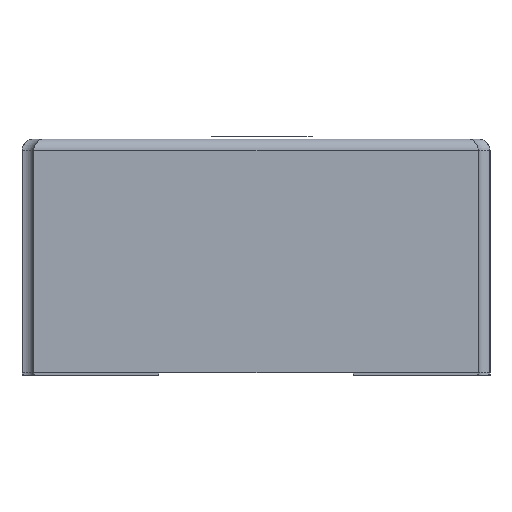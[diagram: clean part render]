
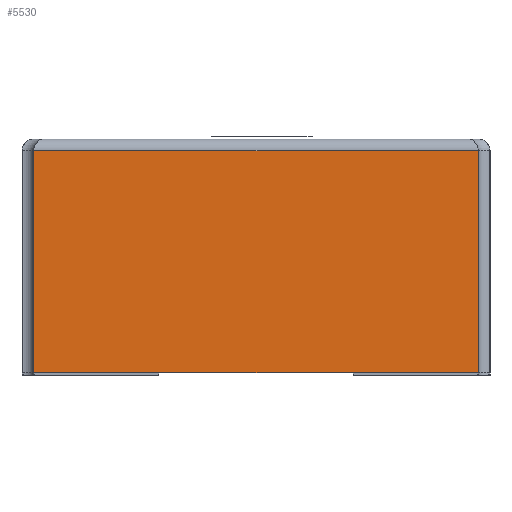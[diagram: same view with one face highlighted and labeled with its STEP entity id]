
A CAD part, left-side view. The second image highlights one B-rep face of the part: STEP entity #5530.
In plain terms, the highlighted planar face has unit normal (-1, 0, 0).
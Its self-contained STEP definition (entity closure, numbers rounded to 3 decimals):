
#3716 = PLANE('',#3717);
#3717 = AXIS2_PLACEMENT_3D('',#3718,#3719,#3720);
#3718 = CARTESIAN_POINT('',(1.25,1.,0.));
#3719 = DIRECTION('',(0.,0.,1.));
#3720 = DIRECTION('',(1.,0.,0.));
#3749 = CYLINDRICAL_SURFACE('',#3750,0.05);
#3750 = AXIS2_PLACEMENT_3D('',#3751,#3752,#3753);
#3751 = CARTESIAN_POINT('',(0.,2.,0.));
#3752 = DIRECTION('',(-0.,-0.,-1.));
#3753 = DIRECTION('',(1.,0.,0.));
#4226 = VERTEX_POINT('',#4227);
#4227 = CARTESIAN_POINT('',(0.,0.05,0.));
#4242 = CYLINDRICAL_SURFACE('',#4243,0.05);
#4243 = AXIS2_PLACEMENT_3D('',#4244,#4245,#4246);
#4244 = CARTESIAN_POINT('',(0.,0.,0.));
#4245 = DIRECTION('',(-0.,-0.,-1.));
#4246 = DIRECTION('',(1.,0.,0.));
#4254 = EDGE_CURVE('',#4226,#4255,#4257,.T.);
#4255 = VERTEX_POINT('',#4256);
#4256 = CARTESIAN_POINT('',(0.,1.95,0.));
#4257 = SURFACE_CURVE('',#4258,(#4262,#4269),.PCURVE_S1.);
#4258 = LINE('',#4259,#4260);
#4259 = CARTESIAN_POINT('',(0.,0.05,0.));
#4260 = VECTOR('',#4261,1.);
#4261 = DIRECTION('',(0.,1.,0.));
#4262 = PCURVE('',#3716,#4263);
#4263 = DEFINITIONAL_REPRESENTATION('',(#4264),#4268);
#4264 = LINE('',#4265,#4266);
#4265 = CARTESIAN_POINT('',(-1.25,-0.95));
#4266 = VECTOR('',#4267,1.);
#4267 = DIRECTION('',(0.,1.));
#4268 = ( GEOMETRIC_REPRESENTATION_CONTEXT(2) 
PARAMETRIC_REPRESENTATION_CONTEXT() REPRESENTATION_CONTEXT('2D SPACE',''
  ) );
#4269 = PCURVE('',#4270,#4275);
#4270 = PLANE('',#4271);
#4271 = AXIS2_PLACEMENT_3D('',#4272,#4273,#4274);
#4272 = CARTESIAN_POINT('',(0.,0.05,0.));
#4273 = DIRECTION('',(-1.,0.,0.));
#4274 = DIRECTION('',(0.,1.,0.));
#4275 = DEFINITIONAL_REPRESENTATION('',(#4276),#4280);
#4276 = LINE('',#4277,#4278);
#4277 = CARTESIAN_POINT('',(0.,0.));
#4278 = VECTOR('',#4279,1.);
#4279 = DIRECTION('',(1.,0.));
#4280 = ( GEOMETRIC_REPRESENTATION_CONTEXT(2) 
PARAMETRIC_REPRESENTATION_CONTEXT() REPRESENTATION_CONTEXT('2D SPACE',''
  ) );
#4357 = EDGE_CURVE('',#4255,#4358,#4360,.T.);
#4358 = VERTEX_POINT('',#4359);
#4359 = CARTESIAN_POINT('',(0.,1.95,0.95));
#4360 = SURFACE_CURVE('',#4361,(#4365,#4372),.PCURVE_S1.);
#4361 = LINE('',#4362,#4363);
#4362 = CARTESIAN_POINT('',(0.,1.95,0.));
#4363 = VECTOR('',#4364,1.);
#4364 = DIRECTION('',(0.,0.,1.));
#4365 = PCURVE('',#3749,#4366);
#4366 = DEFINITIONAL_REPRESENTATION('',(#4367),#4371);
#4367 = LINE('',#4368,#4369);
#4368 = CARTESIAN_POINT('',(-4.712,0.));
#4369 = VECTOR('',#4370,1.);
#4370 = DIRECTION('',(-0.,-1.));
#4371 = ( GEOMETRIC_REPRESENTATION_CONTEXT(2) 
PARAMETRIC_REPRESENTATION_CONTEXT() REPRESENTATION_CONTEXT('2D SPACE',''
  ) );
#4372 = PCURVE('',#4270,#4373);
#4373 = DEFINITIONAL_REPRESENTATION('',(#4374),#4378);
#4374 = LINE('',#4375,#4376);
#4375 = CARTESIAN_POINT('',(1.9,0.));
#4376 = VECTOR('',#4377,1.);
#4377 = DIRECTION('',(0.,-1.));
#4378 = ( GEOMETRIC_REPRESENTATION_CONTEXT(2) 
PARAMETRIC_REPRESENTATION_CONTEXT() REPRESENTATION_CONTEXT('2D SPACE',''
  ) );
#4605 = CYLINDRICAL_SURFACE('',#4606,0.05);
#4606 = AXIS2_PLACEMENT_3D('',#4607,#4608,#4609);
#4607 = CARTESIAN_POINT('',(0.05,0.05,0.95));
#4608 = DIRECTION('',(0.,1.,0.));
#4609 = DIRECTION('',(-1.,0.,0.));
#5486 = VERTEX_POINT('',#5487);
#5487 = CARTESIAN_POINT('',(0.,0.05,0.95));
#5509 = EDGE_CURVE('',#4226,#5486,#5510,.T.);
#5510 = SURFACE_CURVE('',#5511,(#5515,#5522),.PCURVE_S1.);
#5511 = LINE('',#5512,#5513);
#5512 = CARTESIAN_POINT('',(0.,0.05,0.));
#5513 = VECTOR('',#5514,1.);
#5514 = DIRECTION('',(0.,0.,1.));
#5515 = PCURVE('',#4242,#5516);
#5516 = DEFINITIONAL_REPRESENTATION('',(#5517),#5521);
#5517 = LINE('',#5518,#5519);
#5518 = CARTESIAN_POINT('',(-1.571,0.));
#5519 = VECTOR('',#5520,1.);
#5520 = DIRECTION('',(-0.,-1.));
#5521 = ( GEOMETRIC_REPRESENTATION_CONTEXT(2) 
PARAMETRIC_REPRESENTATION_CONTEXT() REPRESENTATION_CONTEXT('2D SPACE',''
  ) );
#5522 = PCURVE('',#4270,#5523);
#5523 = DEFINITIONAL_REPRESENTATION('',(#5524),#5528);
#5524 = LINE('',#5525,#5526);
#5525 = CARTESIAN_POINT('',(0.,0.));
#5526 = VECTOR('',#5527,1.);
#5527 = DIRECTION('',(0.,-1.));
#5528 = ( GEOMETRIC_REPRESENTATION_CONTEXT(2) 
PARAMETRIC_REPRESENTATION_CONTEXT() REPRESENTATION_CONTEXT('2D SPACE',''
  ) );
#5530 = ADVANCED_FACE('',(#5531),#4270,.T.);
#5531 = FACE_BOUND('',#5532,.T.);
#5532 = EDGE_LOOP('',(#5533,#5534,#5555,#5556));
#5533 = ORIENTED_EDGE('',*,*,#5509,.T.);
#5534 = ORIENTED_EDGE('',*,*,#5535,.T.);
#5535 = EDGE_CURVE('',#5486,#4358,#5536,.T.);
#5536 = SURFACE_CURVE('',#5537,(#5541,#5548),.PCURVE_S1.);
#5537 = LINE('',#5538,#5539);
#5538 = CARTESIAN_POINT('',(0.,0.05,0.95));
#5539 = VECTOR('',#5540,1.);
#5540 = DIRECTION('',(0.,1.,0.));
#5541 = PCURVE('',#4270,#5542);
#5542 = DEFINITIONAL_REPRESENTATION('',(#5543),#5547);
#5543 = LINE('',#5544,#5545);
#5544 = CARTESIAN_POINT('',(0.,-0.95));
#5545 = VECTOR('',#5546,1.);
#5546 = DIRECTION('',(1.,0.));
#5547 = ( GEOMETRIC_REPRESENTATION_CONTEXT(2) 
PARAMETRIC_REPRESENTATION_CONTEXT() REPRESENTATION_CONTEXT('2D SPACE',''
  ) );
#5548 = PCURVE('',#4605,#5549);
#5549 = DEFINITIONAL_REPRESENTATION('',(#5550),#5554);
#5550 = LINE('',#5551,#5552);
#5551 = CARTESIAN_POINT('',(0.,0.));
#5552 = VECTOR('',#5553,1.);
#5553 = DIRECTION('',(0.,1.));
#5554 = ( GEOMETRIC_REPRESENTATION_CONTEXT(2) 
PARAMETRIC_REPRESENTATION_CONTEXT() REPRESENTATION_CONTEXT('2D SPACE',''
  ) );
#5555 = ORIENTED_EDGE('',*,*,#4357,.F.);
#5556 = ORIENTED_EDGE('',*,*,#4254,.F.);
